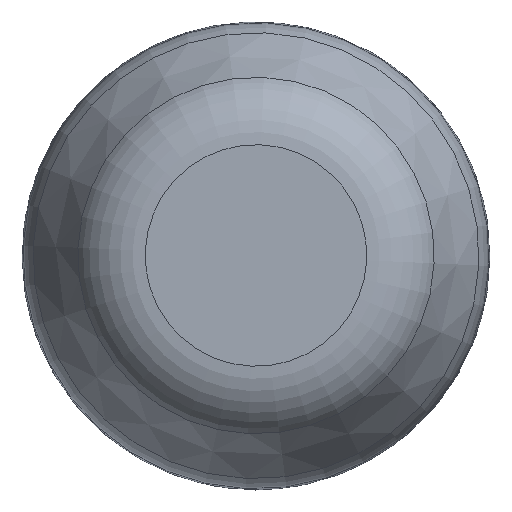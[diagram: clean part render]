
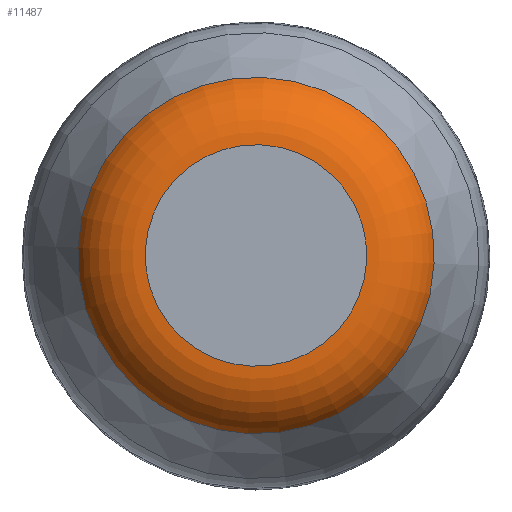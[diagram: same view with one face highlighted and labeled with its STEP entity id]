
A CAD part, top view. The second image highlights one B-rep face of the part: STEP entity #11487.
In plain terms, the highlighted toroidal (fillet/blend) face has major radius 10.424 mm and minor radius 7 mm.
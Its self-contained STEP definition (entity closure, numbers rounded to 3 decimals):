
#9317=TOROIDAL_SURFACE('',#36327,10.424,7.);
#11487=ADVANCED_FACE('',(#12803,#12804),#9317,.T.);
#12803=FACE_BOUND('',#14656,.T.);
#12804=FACE_BOUND('',#14657,.T.);
#14656=EDGE_LOOP('',(#24576));
#14657=EDGE_LOOP('',(#24577));
#24576=ORIENTED_EDGE('',*,*,#32804,.T.);
#24577=ORIENTED_EDGE('',*,*,#32805,.F.);
#27844=VERTEX_POINT('',#81889);
#27845=VERTEX_POINT('',#81891);
#32804=EDGE_CURVE('',#27844,#27844,#33669,.T.);
#32805=EDGE_CURVE('',#27845,#27845,#33670,.T.);
#33669=CIRCLE('',#36325,10.424);
#33670=CIRCLE('',#36326,16.768);
#36325=AXIS2_PLACEMENT_3D('',#81888,#44863,#44864);
#36326=AXIS2_PLACEMENT_3D('',#81890,#44865,#44866);
#36327=AXIS2_PLACEMENT_3D('',#81892,#44867,#44868);
#44863=DIRECTION('',(0.,0.,-1.));
#44864=DIRECTION('',(0.924,-0.383,0.));
#44865=DIRECTION('',(0.,0.,-1.));
#44866=DIRECTION('',(0.924,-0.383,0.));
#44867=DIRECTION('',(0.,0.,-1.));
#44868=DIRECTION('',(-0.383,-0.924,0.));
#81888=CARTESIAN_POINT('',(0.991,1.783,20.398));
#81889=CARTESIAN_POINT('',(10.62,-2.21,20.398));
#81890=CARTESIAN_POINT('',(0.991,1.783,16.356));
#81891=CARTESIAN_POINT('',(16.48,-4.64,16.356));
#81892=CARTESIAN_POINT('',(0.991,1.783,13.398));
